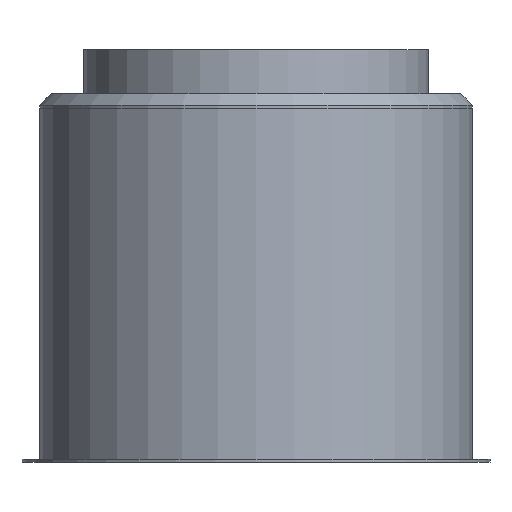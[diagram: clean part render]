
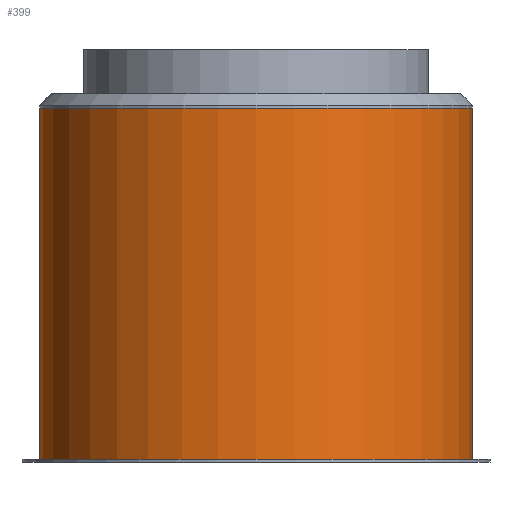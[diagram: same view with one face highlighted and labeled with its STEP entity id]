
A CAD part, front view. The second image highlights one B-rep face of the part: STEP entity #399.
In plain terms, the highlighted cylindrical face has radius 7.4 mm (diameter 14.8 mm), a full revolution.
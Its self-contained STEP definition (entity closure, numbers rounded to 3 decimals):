
#399 = ADVANCED_FACE('',(#400),#427,.T.);
#400 = FACE_BOUND('',#401,.T.);
#401 = EDGE_LOOP('',(#402,#411,#419,#426));
#402 = ORIENTED_EDGE('',*,*,#403,.F.);
#403 = EDGE_CURVE('',#404,#404,#406,.T.);
#404 = VERTEX_POINT('',#405);
#405 = CARTESIAN_POINT('',(7.4,0.,12.));
#406 = CIRCLE('',#407,7.4);
#407 = AXIS2_PLACEMENT_3D('',#408,#409,#410);
#408 = CARTESIAN_POINT('',(0.,0.,12.));
#409 = DIRECTION('',(0.,0.,1.));
#410 = DIRECTION('',(1.,0.,0.));
#411 = ORIENTED_EDGE('',*,*,#412,.F.);
#412 = EDGE_CURVE('',#413,#404,#415,.T.);
#413 = VERTEX_POINT('',#414);
#414 = CARTESIAN_POINT('',(7.4,0.,0.));
#415 = LINE('',#416,#417);
#416 = CARTESIAN_POINT('',(7.4,0.,0.));
#417 = VECTOR('',#418,1.);
#418 = DIRECTION('',(0.,0.,1.));
#419 = ORIENTED_EDGE('',*,*,#420,.T.);
#420 = EDGE_CURVE('',#413,#413,#421,.T.);
#421 = CIRCLE('',#422,7.4);
#422 = AXIS2_PLACEMENT_3D('',#423,#424,#425);
#423 = CARTESIAN_POINT('',(0.,0.,0.));
#424 = DIRECTION('',(0.,0.,1.));
#425 = DIRECTION('',(1.,0.,0.));
#426 = ORIENTED_EDGE('',*,*,#412,.T.);
#427 = CYLINDRICAL_SURFACE('',#428,7.4);
#428 = AXIS2_PLACEMENT_3D('',#429,#430,#431);
#429 = CARTESIAN_POINT('',(0.,0.,0.));
#430 = DIRECTION('',(0.,0.,1.));
#431 = DIRECTION('',(1.,0.,0.));
